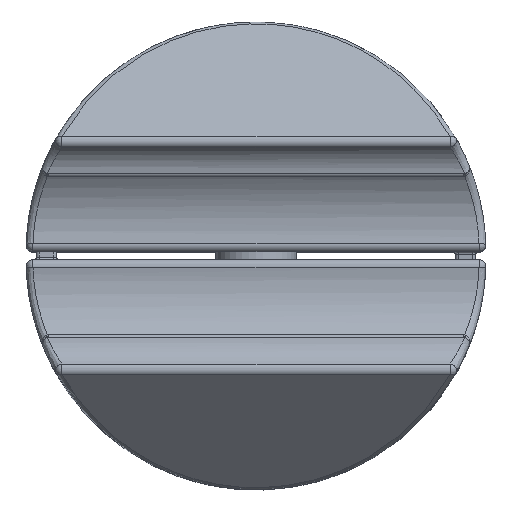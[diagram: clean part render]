
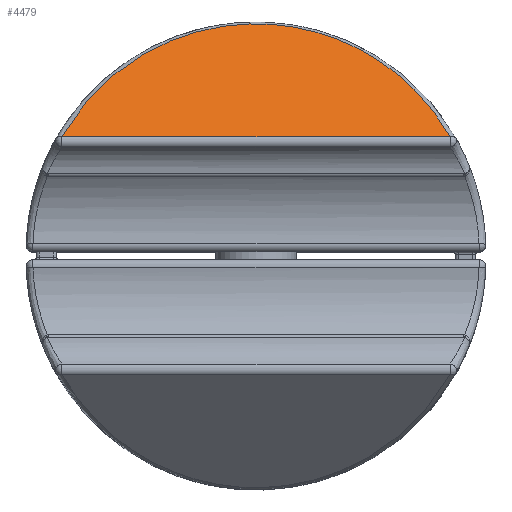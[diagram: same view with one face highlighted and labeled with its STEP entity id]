
A CAD part, top view. The second image highlights one B-rep face of the part: STEP entity #4479.
In plain terms, the highlighted face is planar.
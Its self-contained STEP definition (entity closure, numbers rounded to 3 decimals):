
#212=PLANE('',#4976);
#341=LINE('',#8032,#567);
#567=VECTOR('',#5857,10.);
#856=ELLIPSE('',#4971,23.335,16.5);
#1010=FACE_OUTER_BOUND('',#1338,.T.);
#1338=EDGE_LOOP('',(#3382,#3383));
#2056=VERTEX_POINT('',#7980);
#2058=VERTEX_POINT('',#7986);
#2520=EDGE_CURVE('',#2056,#2058,#856,.T.);
#2522=EDGE_CURVE('',#2058,#2056,#341,.T.);
#3382=ORIENTED_EDGE('',*,*,#2520,.F.);
#3383=ORIENTED_EDGE('',*,*,#2522,.F.);
#4479=ADVANCED_FACE('',(#1010),#212,.T.);
#4971=AXIS2_PLACEMENT_3D('',#8029,#5852,#5853);
#4976=AXIS2_PLACEMENT_3D('',#8171,#5865,#5866);
#5852=DIRECTION('center_axis',(0.,0.707,-0.707));
#5853=DIRECTION('ref_axis',(0.,-0.707,-0.707));
#5857=DIRECTION('',(1.,0.,0.));
#5865=DIRECTION('center_axis',(0.,-0.707,0.707));
#5866=DIRECTION('ref_axis',(0.,-0.707,-0.707));
#7980=CARTESIAN_POINT('',(14.351,-8.496,18.179));
#7986=CARTESIAN_POINT('',(-14.351,-8.496,18.179));
#8029=CARTESIAN_POINT('Origin',(0.,-0.354,26.321));
#8032=CARTESIAN_POINT('',(-17.,-8.496,18.179));
#8171=CARTESIAN_POINT('Origin',(-17.,-8.01,18.665));
